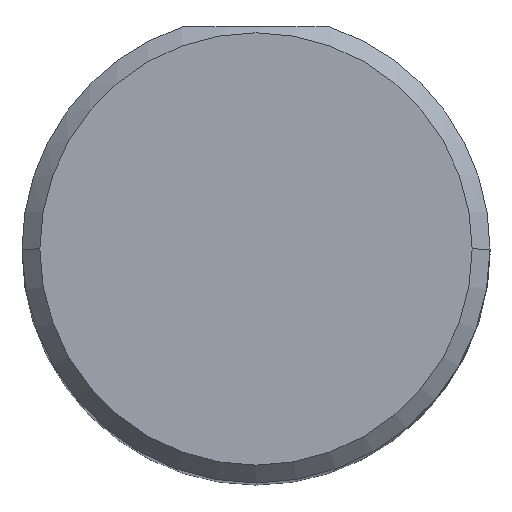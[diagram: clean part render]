
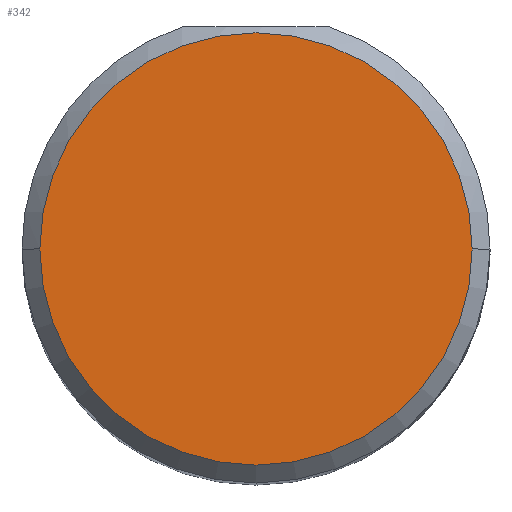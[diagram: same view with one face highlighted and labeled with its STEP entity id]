
A CAD part, top view. The second image highlights one B-rep face of the part: STEP entity #342.
In plain terms, the highlighted planar face has unit normal (0, 0, 1).
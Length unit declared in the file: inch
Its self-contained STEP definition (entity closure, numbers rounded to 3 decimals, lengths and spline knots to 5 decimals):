
#14 = AXIS2_PLACEMENT_3D ( 'NONE', #190, #468, #144 ) ;
#16 = EDGE_LOOP ( 'NONE', ( #67, #485 ) ) ;
#67 = ORIENTED_EDGE ( 'NONE', *, *, #358, .T. ) ;
#115 = CARTESIAN_POINT ( 'NONE',  ( 0., 0., 2.83465 ) ) ;
#144 = DIRECTION ( 'NONE',  ( 1., 0., 0. ) ) ;
#150 = CARTESIAN_POINT ( 'NONE',  ( -0.18185, 0., 2.83465 ) ) ;
#155 = CIRCLE ( 'NONE', #452, 0.18185 ) ;
#190 = CARTESIAN_POINT ( 'NONE',  ( 0., 0., 2.83465 ) ) ;
#225 = CARTESIAN_POINT ( 'NONE',  ( 0., 0., 2.83465 ) ) ;
#230 = FACE_OUTER_BOUND ( 'NONE', #16, .T. ) ;
#304 = PLANE ( 'NONE',  #14 ) ;
#321 = CIRCLE ( 'NONE', #451, 0.18185 ) ;
#342 = ADVANCED_FACE ( 'NONE', ( #230 ), #304, .T. ) ;
#357 = DIRECTION ( 'NONE',  ( 0., 0., 1. ) ) ;
#358 = EDGE_CURVE ( 'NONE', #456, #505, #321, .T. ) ;
#403 = DIRECTION ( 'NONE',  ( 1., 0., 0. ) ) ;
#432 = DIRECTION ( 'NONE',  ( 1., 0., 0. ) ) ;
#451 = AXIS2_PLACEMENT_3D ( 'NONE', #225, #357, #403 ) ;
#452 = AXIS2_PLACEMENT_3D ( 'NONE', #115, #481, #432 ) ;
#456 = VERTEX_POINT ( 'NONE', #150 ) ;
#468 = DIRECTION ( 'NONE',  ( 0., 0., 1. ) ) ;
#473 = CARTESIAN_POINT ( 'NONE',  ( 0.18185, 0., 2.83465 ) ) ;
#481 = DIRECTION ( 'NONE',  ( 0., 0., 1. ) ) ;
#485 = ORIENTED_EDGE ( 'NONE', *, *, #527, .T. ) ;
#505 = VERTEX_POINT ( 'NONE', #473 ) ;
#527 = EDGE_CURVE ( 'NONE', #505, #456, #155, .T. ) ;
